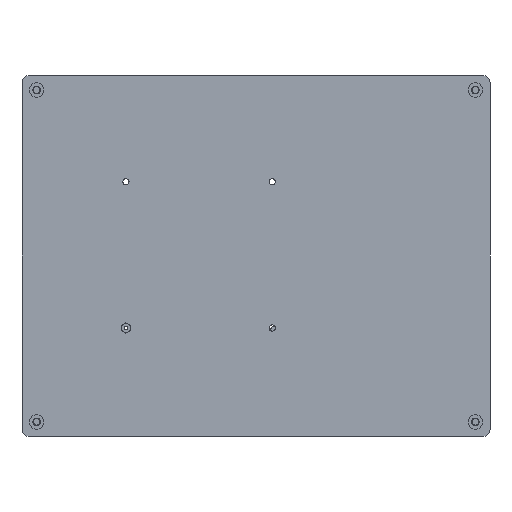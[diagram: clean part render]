
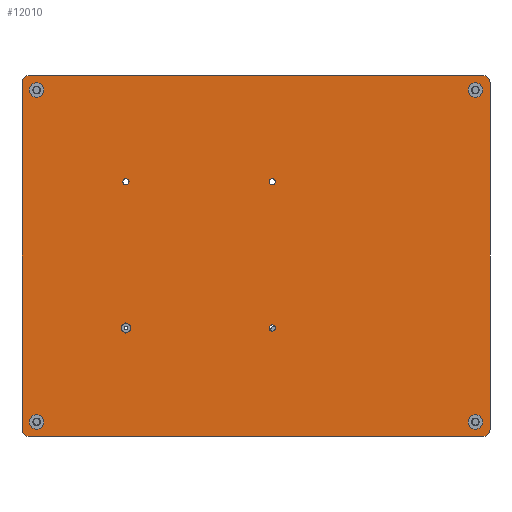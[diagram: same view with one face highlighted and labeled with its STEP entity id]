
A CAD part, front view. The second image highlights one B-rep face of the part: STEP entity #12010.
In plain terms, the highlighted planar face has unit normal (0, -1, 0).
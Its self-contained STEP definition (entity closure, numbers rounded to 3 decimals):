
#1001=FACE_BOUND('',#3072,.T.);
#1002=FACE_BOUND('',#3073,.T.);
#1003=FACE_BOUND('',#3074,.T.);
#1004=FACE_BOUND('',#3075,.T.);
#1005=FACE_BOUND('',#3076,.T.);
#1006=FACE_BOUND('',#3077,.T.);
#1007=FACE_BOUND('',#3078,.T.);
#1008=FACE_BOUND('',#3079,.T.);
#1503=CIRCLE('',#13161,0.85);
#1509=CIRCLE('',#13170,0.85);
#1515=CIRCLE('',#13179,0.85);
#1521=CIRCLE('',#13188,0.85);
#1527=CIRCLE('',#13213,2.);
#1535=CIRCLE('',#13224,2.);
#1536=CIRCLE('',#13227,2.);
#1537=CIRCLE('',#13229,2.);
#1538=CIRCLE('',#13231,2.);
#1539=CIRCLE('',#13232,2.);
#1540=CIRCLE('',#13233,2.);
#1541=CIRCLE('',#13234,2.);
#2063=FACE_OUTER_BOUND('',#3071,.T.);
#3071=EDGE_LOOP('',(#10369,#10370,#10371,#10372,#10373,#10374,#10375,#10376));
#3072=EDGE_LOOP('',(#10377));
#3073=EDGE_LOOP('',(#10378));
#3074=EDGE_LOOP('',(#10379));
#3075=EDGE_LOOP('',(#10380));
#3076=EDGE_LOOP('',(#10381));
#3077=EDGE_LOOP('',(#10382));
#3078=EDGE_LOOP('',(#10383));
#3079=EDGE_LOOP('',(#10384));
#3943=LINE('',#20293,#4938);
#3953=LINE('',#20330,#4948);
#3957=LINE('',#20341,#4952);
#3958=LINE('',#20342,#4953);
#4938=VECTOR('',#16058,10.);
#4948=VECTOR('',#16090,10.);
#4952=VECTOR('',#16104,10.);
#4953=VECTOR('',#16105,10.);
#6019=VERTEX_POINT('',#20128);
#6024=VERTEX_POINT('',#20143);
#6029=VERTEX_POINT('',#20158);
#6034=VERTEX_POINT('',#20173);
#6073=VERTEX_POINT('',#20283);
#6074=VERTEX_POINT('',#20285);
#6076=VERTEX_POINT('',#20291);
#6090=VERTEX_POINT('',#20323);
#6091=VERTEX_POINT('',#20325);
#6092=VERTEX_POINT('',#20329);
#6093=VERTEX_POINT('',#20333);
#6094=VERTEX_POINT('',#20337);
#6095=VERTEX_POINT('',#20343);
#6096=VERTEX_POINT('',#20345);
#6097=VERTEX_POINT('',#20347);
#6098=VERTEX_POINT('',#20349);
#7472=EDGE_CURVE('',#6019,#6019,#1503,.T.);
#7479=EDGE_CURVE('',#6024,#6024,#1509,.T.);
#7486=EDGE_CURVE('',#6029,#6029,#1515,.T.);
#7493=EDGE_CURVE('',#6034,#6034,#1521,.T.);
#7546=EDGE_CURVE('',#6073,#6074,#1527,.T.);
#7550=EDGE_CURVE('',#6073,#6076,#3943,.T.);
#7566=EDGE_CURVE('',#6090,#6091,#1535,.T.);
#7568=EDGE_CURVE('',#6092,#6091,#3953,.T.);
#7570=EDGE_CURVE('',#6092,#6093,#1536,.T.);
#7573=EDGE_CURVE('',#6094,#6076,#1537,.T.);
#7574=EDGE_CURVE('',#6094,#6093,#3957,.T.);
#7575=EDGE_CURVE('',#6090,#6074,#3958,.T.);
#7576=EDGE_CURVE('',#6095,#6095,#1538,.T.);
#7577=EDGE_CURVE('',#6096,#6096,#1539,.T.);
#7578=EDGE_CURVE('',#6097,#6097,#1540,.T.);
#7579=EDGE_CURVE('',#6098,#6098,#1541,.T.);
#10369=ORIENTED_EDGE('',*,*,#7546,.F.);
#10370=ORIENTED_EDGE('',*,*,#7550,.T.);
#10371=ORIENTED_EDGE('',*,*,#7573,.F.);
#10372=ORIENTED_EDGE('',*,*,#7574,.T.);
#10373=ORIENTED_EDGE('',*,*,#7570,.F.);
#10374=ORIENTED_EDGE('',*,*,#7568,.T.);
#10375=ORIENTED_EDGE('',*,*,#7566,.F.);
#10376=ORIENTED_EDGE('',*,*,#7575,.T.);
#10377=ORIENTED_EDGE('',*,*,#7479,.F.);
#10378=ORIENTED_EDGE('',*,*,#7472,.F.);
#10379=ORIENTED_EDGE('',*,*,#7493,.F.);
#10380=ORIENTED_EDGE('',*,*,#7486,.F.);
#10381=ORIENTED_EDGE('',*,*,#7576,.T.);
#10382=ORIENTED_EDGE('',*,*,#7577,.T.);
#10383=ORIENTED_EDGE('',*,*,#7578,.T.);
#10384=ORIENTED_EDGE('',*,*,#7579,.T.);
#11449=PLANE('',#13230);
#12010=ADVANCED_FACE('',(#2063,#1001,#1002,#1003,#1004,#1005,#1006,#1007,
#1008),#11449,.T.);
#13161=AXIS2_PLACEMENT_3D('',#20129,#15897,#15898);
#13170=AXIS2_PLACEMENT_3D('',#20144,#15916,#15917);
#13179=AXIS2_PLACEMENT_3D('',#20159,#15935,#15936);
#13188=AXIS2_PLACEMENT_3D('',#20174,#15954,#15955);
#13213=AXIS2_PLACEMENT_3D('',#20286,#16051,#16052);
#13224=AXIS2_PLACEMENT_3D('',#20326,#16085,#16086);
#13227=AXIS2_PLACEMENT_3D('',#20334,#16094,#16095);
#13229=AXIS2_PLACEMENT_3D('',#20339,#16100,#16101);
#13230=AXIS2_PLACEMENT_3D('',#20340,#16102,#16103);
#13231=AXIS2_PLACEMENT_3D('',#20344,#16106,#16107);
#13232=AXIS2_PLACEMENT_3D('',#20346,#16108,#16109);
#13233=AXIS2_PLACEMENT_3D('',#20348,#16110,#16111);
#13234=AXIS2_PLACEMENT_3D('',#20350,#16112,#16113);
#15897=DIRECTION('center_axis',(0.,-1.,0.));
#15898=DIRECTION('ref_axis',(1.,0.,0.));
#15916=DIRECTION('center_axis',(0.,-1.,0.));
#15917=DIRECTION('ref_axis',(1.,0.,0.));
#15935=DIRECTION('center_axis',(0.,-1.,0.));
#15936=DIRECTION('ref_axis',(1.,0.,0.));
#15954=DIRECTION('center_axis',(0.,-1.,0.));
#15955=DIRECTION('ref_axis',(1.,0.,0.));
#16051=DIRECTION('center_axis',(0.,1.,0.));
#16052=DIRECTION('ref_axis',(-0.707,0.,-0.707));
#16058=DIRECTION('',(1.,0.,0.));
#16085=DIRECTION('center_axis',(0.,1.,0.));
#16086=DIRECTION('ref_axis',(-0.707,0.,0.707));
#16090=DIRECTION('',(-1.,0.,0.));
#16094=DIRECTION('center_axis',(0.,1.,0.));
#16095=DIRECTION('ref_axis',(0.707,0.,0.707));
#16100=DIRECTION('center_axis',(0.,1.,0.));
#16101=DIRECTION('ref_axis',(0.707,0.,-0.707));
#16102=DIRECTION('center_axis',(0.,-1.,0.));
#16103=DIRECTION('ref_axis',(0.,0.,-1.));
#16104=DIRECTION('',(0.,0.,1.));
#16105=DIRECTION('',(0.,0.,-1.));
#16106=DIRECTION('center_axis',(0.,1.,0.));
#16107=DIRECTION('ref_axis',(1.,0.,0.));
#16108=DIRECTION('center_axis',(0.,1.,0.));
#16109=DIRECTION('ref_axis',(1.,0.,0.));
#16110=DIRECTION('center_axis',(0.,1.,0.));
#16111=DIRECTION('ref_axis',(1.,0.,0.));
#16112=DIRECTION('center_axis',(0.,1.,0.));
#16113=DIRECTION('ref_axis',(1.,0.,0.));
#20128=CARTESIAN_POINT('',(-1.426,-156.01,19.671));
#20129=CARTESIAN_POINT('Origin',(-0.576,-156.01,19.671));
#20143=CARTESIAN_POINT('',(-1.426,-156.01,59.671));
#20144=CARTESIAN_POINT('Origin',(-0.576,-156.01,59.671));
#20158=CARTESIAN_POINT('',(38.574,-156.01,59.671));
#20159=CARTESIAN_POINT('Origin',(39.424,-156.01,59.671));
#20173=CARTESIAN_POINT('',(38.574,-156.01,19.671));
#20174=CARTESIAN_POINT('Origin',(39.424,-156.01,19.671));
#20283=CARTESIAN_POINT('',(-27.001,-156.01,-10.));
#20285=CARTESIAN_POINT('',(-29.001,-156.01,-8.));
#20286=CARTESIAN_POINT('Origin',(-27.001,-156.01,-8.));
#20291=CARTESIAN_POINT('',(97.,-156.01,-10.));
#20293=CARTESIAN_POINT('',(99.,-156.01,-10.));
#20323=CARTESIAN_POINT('',(-29.001,-156.01,86.746));
#20325=CARTESIAN_POINT('',(-27.001,-156.01,88.746));
#20326=CARTESIAN_POINT('Origin',(-27.001,-156.01,86.746));
#20329=CARTESIAN_POINT('',(97.,-156.01,88.746));
#20330=CARTESIAN_POINT('',(-19.001,-156.01,88.746));
#20333=CARTESIAN_POINT('',(99.,-156.01,86.746));
#20334=CARTESIAN_POINT('Origin',(97.,-156.01,86.746));
#20337=CARTESIAN_POINT('',(99.,-156.01,-8.));
#20339=CARTESIAN_POINT('Origin',(97.,-156.01,-8.));
#20340=CARTESIAN_POINT('Origin',(34.999,-156.01,39.373));
#20341=CARTESIAN_POINT('',(99.,-156.01,88.746));
#20342=CARTESIAN_POINT('',(-29.001,-156.01,-10.));
#20343=CARTESIAN_POINT('',(93.,-156.01,84.746));
#20344=CARTESIAN_POINT('Origin',(95.,-156.01,84.746));
#20345=CARTESIAN_POINT('',(-27.001,-156.01,84.746));
#20346=CARTESIAN_POINT('Origin',(-25.001,-156.01,84.746));
#20347=CARTESIAN_POINT('',(93.,-156.01,-6.));
#20348=CARTESIAN_POINT('Origin',(95.,-156.01,-6.));
#20349=CARTESIAN_POINT('',(-27.001,-156.01,-6.));
#20350=CARTESIAN_POINT('Origin',(-25.001,-156.01,-6.));
